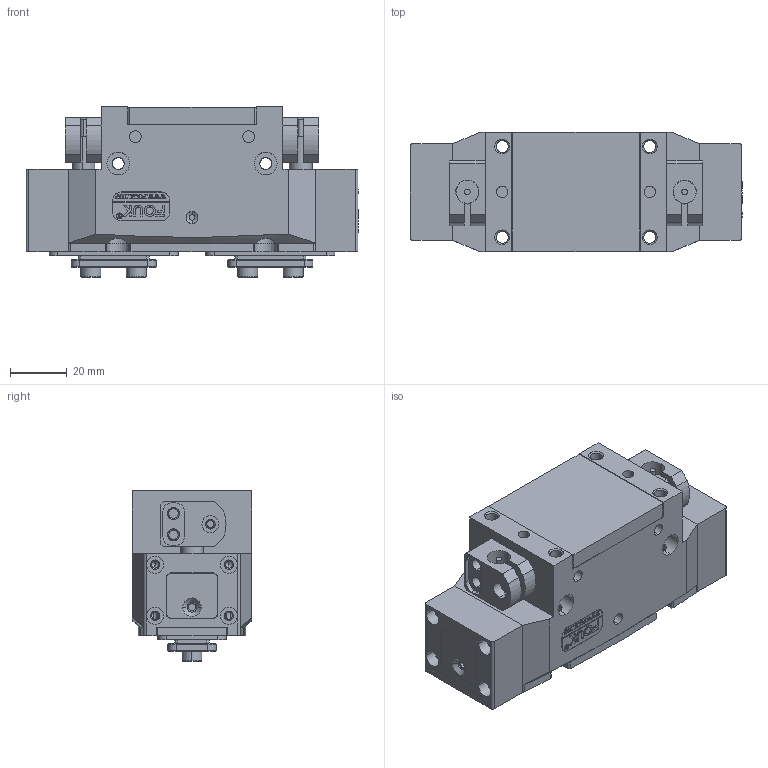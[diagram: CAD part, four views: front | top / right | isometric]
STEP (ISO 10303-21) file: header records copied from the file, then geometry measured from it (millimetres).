
FILE_DESCRIPTION (( 'STEP AP203' ), '1' );
FILE_NAME ('TR30-80-P.STEP', '2024-11-19T01:01:45', ( 'USER-' ), ( 'Microsoft' ), 'SwSTEP 2.0', 'SolidWorks 2018', '' );
FILE_SCHEMA (( 'CONFIG_CONTROL_DESIGN' ));
Length unit declared in the file: millimetre
Products named in the file (20): TR30-87防尘（未改版）; 揤輸杅耀.sldasm-Part-9; TR30-80 杅耀; TR30-80 杅耀.sldasm-Part-11; TR30-80 杅耀.sldasm-Part-14; 埴翐芛_GB_FASTENER_SCREWS_HSHCS M2X8-N; 20x10-R3; 揤輸蚾饜极; TR30-80 杅耀.sldasm-Part-4; TR30-80 杅耀.sldasm-Part-25; TR30-87-M-12耜猾极-1; TR30-80 杅耀.sldasm-Part-9; TR30-87-M-11奻葡裔啣-1; 5x7-12隅弇杶-1; TR30-87-M-14忒硌薊啣-1; TR30-80-P; 55滅鳥傷苤裔-1; TR30-80 杅耀.sldasm-Part-19; TR30-80 杅耀.sldasm-Part-18; TR30-87-M-13移动挡板(默认)-1
Assembly tree (29 placements, depth 4):
  TR30-80-P
    TR30-80 杅耀
      TR30-80 杅耀.sldasm-Part-4
      TR30-80 杅耀.sldasm-Part-9  x2
      TR30-80 杅耀.sldasm-Part-11
      TR30-80 杅耀.sldasm-Part-14
      TR30-80 杅耀.sldasm-Part-18
      TR30-80 杅耀.sldasm-Part-19
      TR30-80 杅耀.sldasm-Part-25
      20x10-R3
      揤輸蚾饜极  x2
        揤輸杅耀.sldasm-Part-9
        埴翐芛_GB_FASTENER_SCREWS_HSHCS M2X8-N
    TR30-87防尘（未改版）
      TR30-87-M-11奻葡裔啣-1
      TR30-87-M-12耜猾极-1  x2
      TR30-87-M-13移动挡板(默认)-1  x2
      TR30-87-M-14忒硌薊啣-1  x2
      55滅鳥傷苤裔-1  x2
      5x7-12隅弇杶-1  x4
Bounding box: 117 x 42 x 60 mm (x, y, z)
Volume: 179434.8 mm3; surface area: 76686.7 mm2
Topology: 28 solids, 40 shells, 1635 faces, 4183 edges, 2642 vertices
Faces by surface type: plane 725, cylinder 483, cone 264, bspline 155, torus 8
Entity records: 46853 total; most frequent: CARTESIAN_POINT 13813, ORIENTED_EDGE 6490, DIRECTION 6065, EDGE_CURVE 3245, VERTEX_POINT 2101, AXIS2_PLACEMENT_3D 2039, LINE 1987, VECTOR 1987
